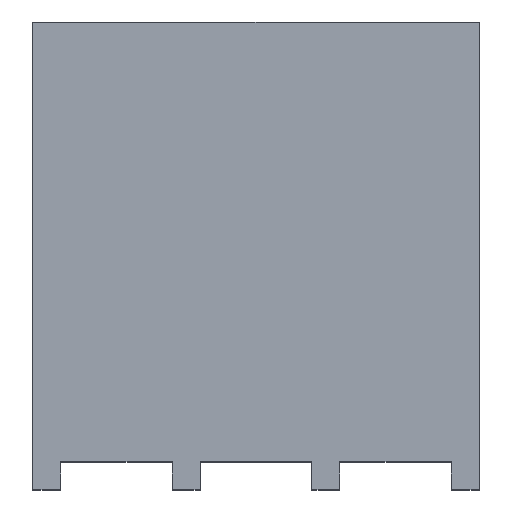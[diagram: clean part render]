
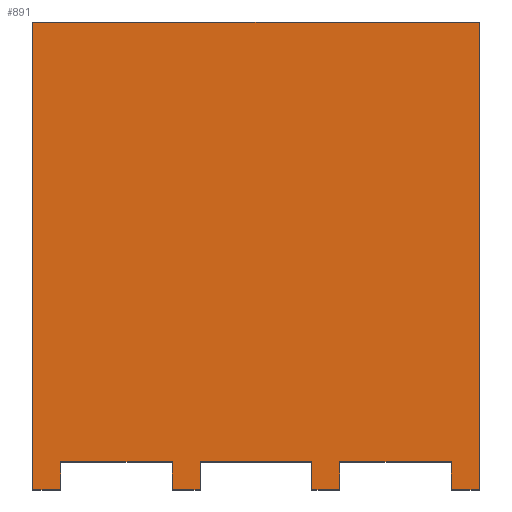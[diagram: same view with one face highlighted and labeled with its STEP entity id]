
A CAD part, top view. The second image highlights one B-rep face of the part: STEP entity #891.
In plain terms, the highlighted planar face has unit normal (0, 0, 1).
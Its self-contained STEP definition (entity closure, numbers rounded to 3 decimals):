
#30=FACE_OUTER_BOUND('',#72,.T.);
#72=EDGE_LOOP('',(#590,#591,#592,#593,#594,#595,#596,#597,#598,#599,#600,
#601,#602,#603,#604,#605));
#148=LINE('',#1255,#268);
#149=LINE('',#1257,#269);
#150=LINE('',#1259,#270);
#151=LINE('',#1261,#271);
#152=LINE('',#1263,#272);
#153=LINE('',#1265,#273);
#154=LINE('',#1267,#274);
#155=LINE('',#1269,#275);
#156=LINE('',#1271,#276);
#157=LINE('',#1273,#277);
#158=LINE('',#1275,#278);
#159=LINE('',#1277,#279);
#160=LINE('',#1279,#280);
#161=LINE('',#1281,#281);
#162=LINE('',#1283,#282);
#163=LINE('',#1284,#283);
#268=VECTOR('',#1029,1.);
#269=VECTOR('',#1030,1.);
#270=VECTOR('',#1031,1.);
#271=VECTOR('',#1032,1.);
#272=VECTOR('',#1033,1.);
#273=VECTOR('',#1034,1.);
#274=VECTOR('',#1035,1.);
#275=VECTOR('',#1036,1.);
#276=VECTOR('',#1037,1.);
#277=VECTOR('',#1038,1.);
#278=VECTOR('',#1039,1.);
#279=VECTOR('',#1040,1.);
#280=VECTOR('',#1041,1.);
#281=VECTOR('',#1042,1.);
#282=VECTOR('',#1043,1.);
#283=VECTOR('',#1044,1.);
#386=VERTEX_POINT('',#1253);
#387=VERTEX_POINT('',#1254);
#388=VERTEX_POINT('',#1256);
#389=VERTEX_POINT('',#1258);
#390=VERTEX_POINT('',#1260);
#391=VERTEX_POINT('',#1262);
#392=VERTEX_POINT('',#1264);
#393=VERTEX_POINT('',#1266);
#394=VERTEX_POINT('',#1268);
#395=VERTEX_POINT('',#1270);
#396=VERTEX_POINT('',#1272);
#397=VERTEX_POINT('',#1274);
#398=VERTEX_POINT('',#1276);
#399=VERTEX_POINT('',#1278);
#400=VERTEX_POINT('',#1280);
#401=VERTEX_POINT('',#1282);
#468=EDGE_CURVE('',#386,#387,#148,.T.);
#469=EDGE_CURVE('',#386,#388,#149,.T.);
#470=EDGE_CURVE('',#389,#388,#150,.T.);
#471=EDGE_CURVE('',#390,#389,#151,.T.);
#472=EDGE_CURVE('',#390,#391,#152,.T.);
#473=EDGE_CURVE('',#391,#392,#153,.T.);
#474=EDGE_CURVE('',#393,#392,#154,.T.);
#475=EDGE_CURVE('',#394,#393,#155,.T.);
#476=EDGE_CURVE('',#395,#394,#156,.T.);
#477=EDGE_CURVE('',#395,#396,#157,.T.);
#478=EDGE_CURVE('',#397,#396,#158,.T.);
#479=EDGE_CURVE('',#398,#397,#159,.T.);
#480=EDGE_CURVE('',#399,#398,#160,.T.);
#481=EDGE_CURVE('',#399,#400,#161,.T.);
#482=EDGE_CURVE('',#401,#400,#162,.T.);
#483=EDGE_CURVE('',#387,#401,#163,.T.);
#590=ORIENTED_EDGE('',*,*,#468,.F.);
#591=ORIENTED_EDGE('',*,*,#469,.T.);
#592=ORIENTED_EDGE('',*,*,#470,.F.);
#593=ORIENTED_EDGE('',*,*,#471,.F.);
#594=ORIENTED_EDGE('',*,*,#472,.T.);
#595=ORIENTED_EDGE('',*,*,#473,.T.);
#596=ORIENTED_EDGE('',*,*,#474,.F.);
#597=ORIENTED_EDGE('',*,*,#475,.F.);
#598=ORIENTED_EDGE('',*,*,#476,.F.);
#599=ORIENTED_EDGE('',*,*,#477,.T.);
#600=ORIENTED_EDGE('',*,*,#478,.F.);
#601=ORIENTED_EDGE('',*,*,#479,.F.);
#602=ORIENTED_EDGE('',*,*,#480,.F.);
#603=ORIENTED_EDGE('',*,*,#481,.T.);
#604=ORIENTED_EDGE('',*,*,#482,.F.);
#605=ORIENTED_EDGE('',*,*,#483,.F.);
#806=PLANE('',#953);
#891=ADVANCED_FACE('',(#30),#806,.F.);
#953=AXIS2_PLACEMENT_3D('',#1252,#1027,#1028);
#1027=DIRECTION('center_axis',(0.,0.,-1.));
#1028=DIRECTION('ref_axis',(-1.,0.,0.));
#1029=DIRECTION('',(0.,1.,0.));
#1030=DIRECTION('',(1.,0.,0.));
#1031=DIRECTION('',(0.,-1.,0.));
#1032=DIRECTION('',(1.,0.,0.));
#1033=DIRECTION('',(0.,-1.,0.));
#1034=DIRECTION('',(1.,0.,0.));
#1035=DIRECTION('',(0.,-1.,0.));
#1036=DIRECTION('',(-1.,0.,0.));
#1037=DIRECTION('',(0.,1.,0.));
#1038=DIRECTION('',(1.,0.,0.));
#1039=DIRECTION('',(0.,-1.,0.));
#1040=DIRECTION('',(-1.,0.,0.));
#1041=DIRECTION('',(0.,1.,0.));
#1042=DIRECTION('',(1.,0.,0.));
#1043=DIRECTION('',(0.,-1.,0.));
#1044=DIRECTION('',(-1.,0.,0.));
#1252=CARTESIAN_POINT('Origin',(-4.064,8.509,2.477));
#1253=CARTESIAN_POINT('',(3.556,0.,2.477));
#1254=CARTESIAN_POINT('',(3.556,0.508,2.477));
#1255=CARTESIAN_POINT('',(3.556,8.509,2.477));
#1256=CARTESIAN_POINT('',(4.064,0.,2.477));
#1257=CARTESIAN_POINT('',(-4.064,0.,2.477));
#1258=CARTESIAN_POINT('',(4.064,8.509,2.477));
#1259=CARTESIAN_POINT('',(4.064,8.509,2.477));
#1260=CARTESIAN_POINT('',(-4.064,8.509,2.477));
#1261=CARTESIAN_POINT('',(-4.064,8.509,2.477));
#1262=CARTESIAN_POINT('',(-4.064,0.,2.477));
#1263=CARTESIAN_POINT('',(-4.064,8.509,2.477));
#1264=CARTESIAN_POINT('',(-3.556,0.,2.477));
#1265=CARTESIAN_POINT('',(-4.064,0.,2.477));
#1266=CARTESIAN_POINT('',(-3.556,0.508,2.477));
#1267=CARTESIAN_POINT('',(-3.556,8.509,2.477));
#1268=CARTESIAN_POINT('',(-1.524,0.508,2.477));
#1269=CARTESIAN_POINT('',(-4.064,0.508,2.477));
#1270=CARTESIAN_POINT('',(-1.524,0.,2.477));
#1271=CARTESIAN_POINT('',(-1.524,8.509,2.477));
#1272=CARTESIAN_POINT('',(-1.016,0.,2.477));
#1273=CARTESIAN_POINT('',(-4.064,0.,2.477));
#1274=CARTESIAN_POINT('',(-1.016,0.508,2.477));
#1275=CARTESIAN_POINT('',(-1.016,8.509,2.477));
#1276=CARTESIAN_POINT('',(1.016,0.508,2.477));
#1277=CARTESIAN_POINT('',(-4.064,0.508,2.477));
#1278=CARTESIAN_POINT('',(1.016,0.,2.477));
#1279=CARTESIAN_POINT('',(1.016,8.509,2.477));
#1280=CARTESIAN_POINT('',(1.524,0.,2.477));
#1281=CARTESIAN_POINT('',(-4.064,0.,2.477));
#1282=CARTESIAN_POINT('',(1.524,0.508,2.477));
#1283=CARTESIAN_POINT('',(1.524,8.509,2.477));
#1284=CARTESIAN_POINT('',(-4.064,0.508,2.477));
